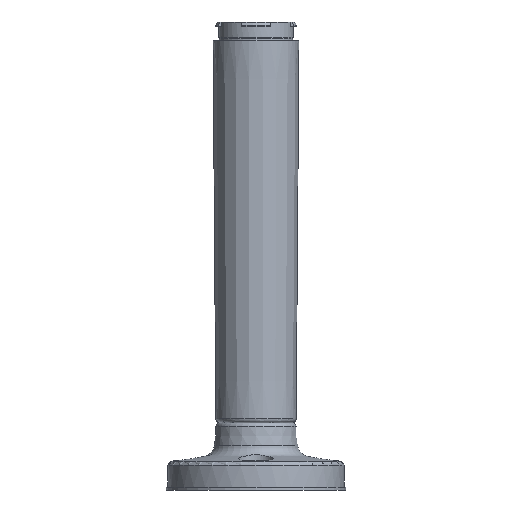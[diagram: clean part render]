
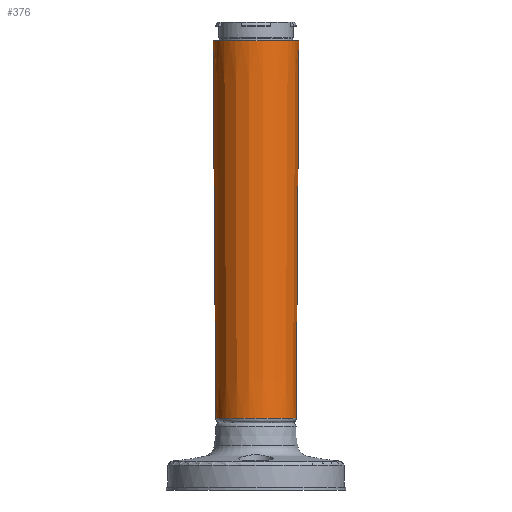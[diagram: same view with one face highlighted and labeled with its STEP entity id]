
A CAD part, front view. The second image highlights one B-rep face of the part: STEP entity #376.
In plain terms, the highlighted conical face has half-angle 0.423 degrees and reference radius 14.585 mm.
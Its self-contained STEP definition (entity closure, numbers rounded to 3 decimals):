
#91=CONICAL_SURFACE('',#2737,14.585,0.423);
#376=ADVANCED_FACE('',(#613),#91,.T.);
#613=FACE_OUTER_BOUND('',#734,.T.);
#734=EDGE_LOOP('',(#1234,#1235,#1236,#1237));
#953=CIRCLE('',#2704,13.636);
#967=CIRCLE('',#2736,14.585);
#1234=ORIENTED_EDGE('',*,*,#2159,.F.);
#1235=ORIENTED_EDGE('',*,*,#2155,.F.);
#1236=ORIENTED_EDGE('',*,*,#2126,.T.);
#1237=ORIENTED_EDGE('',*,*,#2144,.F.);
#1875=VERTEX_POINT('',#3973);
#1876=VERTEX_POINT('',#3975);
#1886=VERTEX_POINT('',#4023);
#1887=VERTEX_POINT('',#4041);
#2126=EDGE_CURVE('',#1876,#1875,#953,.T.);
#2144=EDGE_CURVE('',#1886,#1875,#2476,.T.);
#2155=EDGE_CURVE('',#1876,#1887,#2480,.T.);
#2159=EDGE_CURVE('',#1887,#1886,#967,.T.);
#2476=LINE('',#4024,#2601);
#2480=LINE('',#4044,#2605);
#2601=VECTOR('',#3145,1.);
#2605=VECTOR('',#3177,1.);
#2704=AXIS2_PLACEMENT_3D('',#3974,#3108,#3109);
#2736=AXIS2_PLACEMENT_3D('',#4052,#3188,#3189);
#2737=AXIS2_PLACEMENT_3D('',#4053,#3190,#3191);
#3108=DIRECTION('',(0.,0.,1.));
#3109=DIRECTION('',(0.,-1.,0.));
#3145=DIRECTION('',(-0.007,0.001,-1.));
#3177=DIRECTION('',(-0.007,-0.001,1.));
#3188=DIRECTION('',(0.,0.,1.));
#3189=DIRECTION('',(-0.998,-0.07,0.));
#3190=DIRECTION('',(0.,0.,1.));
#3191=DIRECTION('',(0.,1.,0.));
#3973=CARTESIAN_POINT('',(13.603,-0.951,12.389));
#3974=CARTESIAN_POINT('',(0.,0.,12.389));
#3975=CARTESIAN_POINT('',(-13.603,-0.951,12.389));
#4023=CARTESIAN_POINT('',(14.549,-1.017,140.9));
#4024=CARTESIAN_POINT('',(14.549,-1.017,140.9));
#4041=CARTESIAN_POINT('',(-14.549,-1.017,140.9));
#4044=CARTESIAN_POINT('',(-13.603,-0.951,12.389));
#4052=CARTESIAN_POINT('',(0.,0.,140.9));
#4053=CARTESIAN_POINT('',(0.,0.,140.9));
